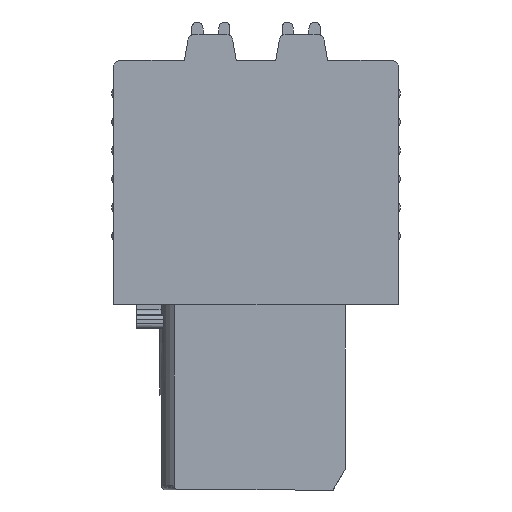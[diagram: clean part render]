
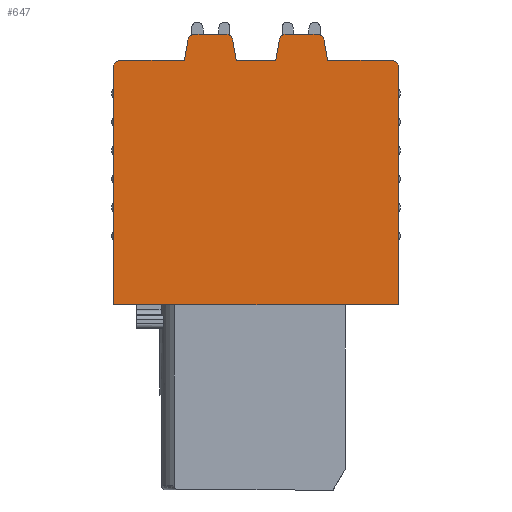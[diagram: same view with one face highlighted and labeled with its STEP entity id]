
A CAD part, left-side view. The second image highlights one B-rep face of the part: STEP entity #647.
In plain terms, the highlighted planar face has unit normal (-1, 0, 0).
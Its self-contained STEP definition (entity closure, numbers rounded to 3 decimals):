
#179 = EDGE_CURVE('',#180,#182,#184,.T.);
#180 = VERTEX_POINT('',#181);
#181 = CARTESIAN_POINT('',(-7.9,6.,7.8));
#182 = VERTEX_POINT('',#183);
#183 = CARTESIAN_POINT('',(-7.9,-6.,7.8));
#184 = LINE('',#185,#186);
#185 = CARTESIAN_POINT('',(-7.9,6.,7.8));
#186 = VECTOR('',#187,1.);
#187 = DIRECTION('',(0.,-1.,0.));
#647 = ADVANCED_FACE('',(#648),#791,.T.);
#648 = FACE_BOUND('',#649,.F.);
#649 = EDGE_LOOP('',(#650,#651,#659,#668,#676,#684,#693,#701,#710,#718,
    #726,#734,#743,#751,#760,#768,#776,#785));
#650 = ORIENTED_EDGE('',*,*,#179,.F.);
#651 = ORIENTED_EDGE('',*,*,#652,.F.);
#652 = EDGE_CURVE('',#653,#180,#655,.T.);
#653 = VERTEX_POINT('',#654);
#654 = CARTESIAN_POINT('',(-7.9,6.,17.8));
#655 = LINE('',#656,#657);
#656 = CARTESIAN_POINT('',(-7.9,6.,17.8));
#657 = VECTOR('',#658,1.);
#658 = DIRECTION('',(0.,0.,-1.));
#659 = ORIENTED_EDGE('',*,*,#660,.F.);
#660 = EDGE_CURVE('',#661,#653,#663,.T.);
#661 = VERTEX_POINT('',#662);
#662 = CARTESIAN_POINT('',(-7.9,5.7,18.1));
#663 = CIRCLE('',#664,0.3);
#664 = AXIS2_PLACEMENT_3D('',#665,#666,#667);
#665 = CARTESIAN_POINT('',(-7.9,5.7,17.8));
#666 = DIRECTION('',(-1.,0.,0.));
#667 = DIRECTION('',(0.,0.,1.));
#668 = ORIENTED_EDGE('',*,*,#669,.F.);
#669 = EDGE_CURVE('',#670,#661,#672,.T.);
#670 = VERTEX_POINT('',#671);
#671 = CARTESIAN_POINT('',(-7.9,3.019,18.1));
#672 = LINE('',#673,#674);
#673 = CARTESIAN_POINT('',(-7.9,3.019,18.1));
#674 = VECTOR('',#675,1.);
#675 = DIRECTION('',(0.,1.,0.));
#676 = ORIENTED_EDGE('',*,*,#677,.F.);
#677 = EDGE_CURVE('',#678,#670,#680,.T.);
#678 = VERTEX_POINT('',#679);
#679 = CARTESIAN_POINT('',(-7.9,2.869,18.952));
#680 = LINE('',#681,#682);
#681 = CARTESIAN_POINT('',(-7.9,2.869,18.952));
#682 = VECTOR('',#683,1.);
#683 = DIRECTION('',(0.,0.174,-0.985));
#684 = ORIENTED_EDGE('',*,*,#685,.F.);
#685 = EDGE_CURVE('',#686,#678,#688,.T.);
#686 = VERTEX_POINT('',#687);
#687 = CARTESIAN_POINT('',(-7.9,2.573,19.2));
#688 = CIRCLE('',#689,0.3);
#689 = AXIS2_PLACEMENT_3D('',#690,#691,#692);
#690 = CARTESIAN_POINT('',(-7.9,2.573,18.9));
#691 = DIRECTION('',(-1.,0.,0.));
#692 = DIRECTION('',(0.,0.,1.));
#693 = ORIENTED_EDGE('',*,*,#694,.F.);
#694 = EDGE_CURVE('',#695,#686,#697,.T.);
#695 = VERTEX_POINT('',#696);
#696 = CARTESIAN_POINT('',(-7.9,1.277,19.2));
#697 = LINE('',#698,#699);
#698 = CARTESIAN_POINT('',(-7.9,1.277,19.2));
#699 = VECTOR('',#700,1.);
#700 = DIRECTION('',(0.,1.,0.));
#701 = ORIENTED_EDGE('',*,*,#702,.F.);
#702 = EDGE_CURVE('',#703,#695,#705,.T.);
#703 = VERTEX_POINT('',#704);
#704 = CARTESIAN_POINT('',(-7.9,0.981,18.952));
#705 = CIRCLE('',#706,0.3);
#706 = AXIS2_PLACEMENT_3D('',#707,#708,#709);
#707 = CARTESIAN_POINT('',(-7.9,1.277,18.9));
#708 = DIRECTION('',(-1.,0.,0.));
#709 = DIRECTION('',(0.,-0.985,0.174)
  );
#710 = ORIENTED_EDGE('',*,*,#711,.F.);
#711 = EDGE_CURVE('',#712,#703,#714,.T.);
#712 = VERTEX_POINT('',#713);
#713 = CARTESIAN_POINT('',(-7.9,0.831,18.1));
#714 = LINE('',#715,#716);
#715 = CARTESIAN_POINT('',(-7.9,0.831,18.1));
#716 = VECTOR('',#717,1.);
#717 = DIRECTION('',(0.,0.174,0.985));
#718 = ORIENTED_EDGE('',*,*,#719,.F.);
#719 = EDGE_CURVE('',#720,#712,#722,.T.);
#720 = VERTEX_POINT('',#721);
#721 = CARTESIAN_POINT('',(-7.9,-0.831,18.1));
#722 = LINE('',#723,#724);
#723 = CARTESIAN_POINT('',(-7.9,-0.831,18.1));
#724 = VECTOR('',#725,1.);
#725 = DIRECTION('',(0.,1.,0.));
#726 = ORIENTED_EDGE('',*,*,#727,.F.);
#727 = EDGE_CURVE('',#728,#720,#730,.T.);
#728 = VERTEX_POINT('',#729);
#729 = CARTESIAN_POINT('',(-7.9,-0.981,18.952));
#730 = LINE('',#731,#732);
#731 = CARTESIAN_POINT('',(-7.9,-0.981,18.952));
#732 = VECTOR('',#733,1.);
#733 = DIRECTION('',(0.,0.174,-0.985));
#734 = ORIENTED_EDGE('',*,*,#735,.F.);
#735 = EDGE_CURVE('',#736,#728,#738,.T.);
#736 = VERTEX_POINT('',#737);
#737 = CARTESIAN_POINT('',(-7.9,-1.277,19.2));
#738 = CIRCLE('',#739,0.3);
#739 = AXIS2_PLACEMENT_3D('',#740,#741,#742);
#740 = CARTESIAN_POINT('',(-7.9,-1.277,18.9));
#741 = DIRECTION('',(-1.,0.,0.));
#742 = DIRECTION('',(0.,0.,1.));
#743 = ORIENTED_EDGE('',*,*,#744,.F.);
#744 = EDGE_CURVE('',#745,#736,#747,.T.);
#745 = VERTEX_POINT('',#746);
#746 = CARTESIAN_POINT('',(-7.9,-2.573,19.2));
#747 = LINE('',#748,#749);
#748 = CARTESIAN_POINT('',(-7.9,-2.573,19.2));
#749 = VECTOR('',#750,1.);
#750 = DIRECTION('',(0.,1.,0.));
#751 = ORIENTED_EDGE('',*,*,#752,.F.);
#752 = EDGE_CURVE('',#753,#745,#755,.T.);
#753 = VERTEX_POINT('',#754);
#754 = CARTESIAN_POINT('',(-7.9,-2.869,18.952));
#755 = CIRCLE('',#756,0.3);
#756 = AXIS2_PLACEMENT_3D('',#757,#758,#759);
#757 = CARTESIAN_POINT('',(-7.9,-2.573,18.9));
#758 = DIRECTION('',(-1.,0.,0.));
#759 = DIRECTION('',(0.,-0.985,0.174)
  );
#760 = ORIENTED_EDGE('',*,*,#761,.F.);
#761 = EDGE_CURVE('',#762,#753,#764,.T.);
#762 = VERTEX_POINT('',#763);
#763 = CARTESIAN_POINT('',(-7.9,-3.019,18.1));
#764 = LINE('',#765,#766);
#765 = CARTESIAN_POINT('',(-7.9,-3.019,18.1));
#766 = VECTOR('',#767,1.);
#767 = DIRECTION('',(0.,0.174,0.985));
#768 = ORIENTED_EDGE('',*,*,#769,.F.);
#769 = EDGE_CURVE('',#770,#762,#772,.T.);
#770 = VERTEX_POINT('',#771);
#771 = CARTESIAN_POINT('',(-7.9,-5.7,18.1));
#772 = LINE('',#773,#774);
#773 = CARTESIAN_POINT('',(-7.9,-5.7,18.1));
#774 = VECTOR('',#775,1.);
#775 = DIRECTION('',(0.,1.,0.));
#776 = ORIENTED_EDGE('',*,*,#777,.F.);
#777 = EDGE_CURVE('',#778,#770,#780,.T.);
#778 = VERTEX_POINT('',#779);
#779 = CARTESIAN_POINT('',(-7.9,-6.,17.8));
#780 = CIRCLE('',#781,0.3);
#781 = AXIS2_PLACEMENT_3D('',#782,#783,#784);
#782 = CARTESIAN_POINT('',(-7.9,-5.7,17.8));
#783 = DIRECTION('',(-1.,0.,0.));
#784 = DIRECTION('',(0.,-1.,0.));
#785 = ORIENTED_EDGE('',*,*,#786,.F.);
#786 = EDGE_CURVE('',#182,#778,#787,.T.);
#787 = LINE('',#788,#789);
#788 = CARTESIAN_POINT('',(-7.9,-6.,7.8));
#789 = VECTOR('',#790,1.);
#790 = DIRECTION('',(0.,0.,1.));
#791 = PLANE('',#792);
#792 = AXIS2_PLACEMENT_3D('',#793,#794,#795);
#793 = CARTESIAN_POINT('',(-7.9,6.,18.1));
#794 = DIRECTION('',(-1.,0.,0.));
#795 = DIRECTION('',(0.,-1.,0.));
